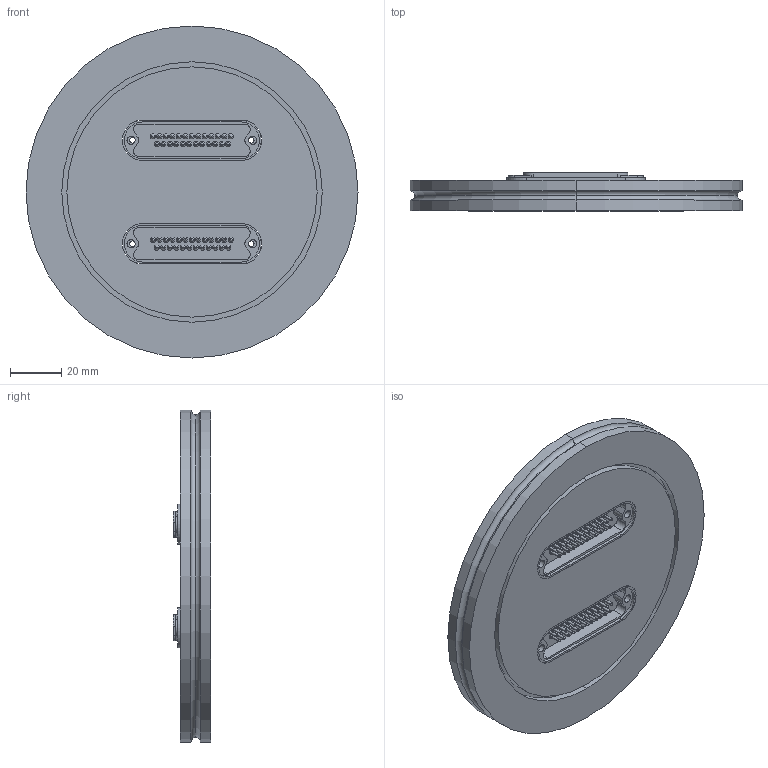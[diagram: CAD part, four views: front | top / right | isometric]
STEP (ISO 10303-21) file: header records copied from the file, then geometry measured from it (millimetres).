
FILE_DESCRIPTION (( 'STEP AP203' ), '1' );
FILE_NAME ('A1529-5-QF.STEP', '2013-04-12T12:19:30', ( '' ), ( '' ), 'SwSTEP 2.0', 'SolidWorks 2012', '' );
FILE_SCHEMA (( 'CONFIG_CONTROL_DESIGN' ));
Length unit declared in the file: inch
Products named in the file (1): A1529-5-QF
Bounding box: 130.05 x 14.78 x 130.05 mm (x, y, z)
Surface area: 46506.8 mm2 (no closed solid volume)
Topology: 0 solids, 47 shells, 822 faces, 2090 edges, 1286 vertices
Faces by surface type: cylinder 404, torus 296, plane 70, sphere 52
Entity records: 23949 total; most frequent: DIRECTION 4958, CARTESIAN_POINT 3939, ORIENTED_EDGE 3580, AXIS2_PLACEMENT_3D 2201, EDGE_CURVE 1934, CIRCLE 1378, VERTEX_POINT 1182, EDGE_LOOP 946
